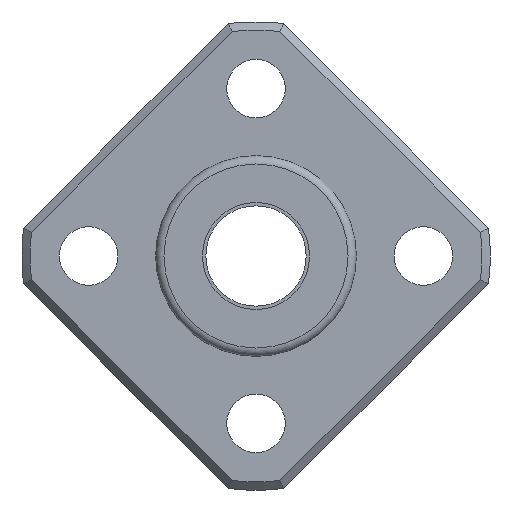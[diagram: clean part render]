
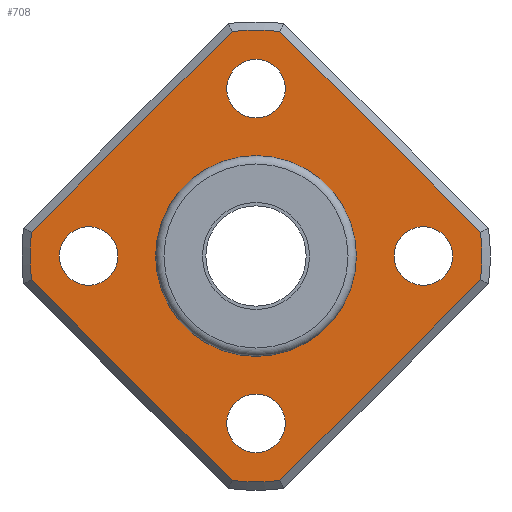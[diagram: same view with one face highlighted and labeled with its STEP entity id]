
A CAD part, left-side view. The second image highlights one B-rep face of the part: STEP entity #708.
In plain terms, the highlighted planar face has unit normal (-1, 0, 0).
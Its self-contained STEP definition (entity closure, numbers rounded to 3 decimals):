
#64=LINE('',#1185,#88);
#65=LINE('',#1190,#89);
#66=LINE('',#1194,#90);
#67=LINE('',#1198,#91);
#88=VECTOR('',#962,1000.);
#89=VECTOR('',#965,1000.);
#90=VECTOR('',#968,1000.);
#91=VECTOR('',#971,1000.);
#99=PLANE('',#798);
#175=ORIENTED_EDGE('',*,*,#338,.T.);
#176=ORIENTED_EDGE('',*,*,#339,.T.);
#177=ORIENTED_EDGE('',*,*,#340,.T.);
#178=ORIENTED_EDGE('',*,*,#341,.T.);
#179=ORIENTED_EDGE('',*,*,#342,.T.);
#180=ORIENTED_EDGE('',*,*,#343,.T.);
#181=ORIENTED_EDGE('',*,*,#344,.T.);
#182=ORIENTED_EDGE('',*,*,#345,.T.);
#183=ORIENTED_EDGE('',*,*,#346,.T.);
#184=ORIENTED_EDGE('',*,*,#347,.T.);
#185=ORIENTED_EDGE('',*,*,#348,.T.);
#186=ORIENTED_EDGE('',*,*,#349,.T.);
#187=ORIENTED_EDGE('',*,*,#295,.F.);
#295=EDGE_CURVE('',#383,#383,#447,.F.);
#338=EDGE_CURVE('',#418,#419,#64,.T.);
#339=EDGE_CURVE('',#419,#420,#470,.F.);
#340=EDGE_CURVE('',#420,#421,#65,.T.);
#341=EDGE_CURVE('',#421,#422,#471,.F.);
#342=EDGE_CURVE('',#422,#423,#66,.T.);
#343=EDGE_CURVE('',#423,#424,#472,.F.);
#344=EDGE_CURVE('',#424,#425,#67,.T.);
#345=EDGE_CURVE('',#425,#418,#473,.F.);
#346=EDGE_CURVE('',#426,#426,#474,.T.);
#347=EDGE_CURVE('',#427,#427,#475,.T.);
#348=EDGE_CURVE('',#428,#428,#476,.T.);
#349=EDGE_CURVE('',#429,#429,#477,.T.);
#383=VERTEX_POINT('',#1093);
#418=VERTEX_POINT('',#1186);
#419=VERTEX_POINT('',#1187);
#420=VERTEX_POINT('',#1189);
#421=VERTEX_POINT('',#1191);
#422=VERTEX_POINT('',#1193);
#423=VERTEX_POINT('',#1195);
#424=VERTEX_POINT('',#1197);
#425=VERTEX_POINT('',#1199);
#426=VERTEX_POINT('',#1202);
#427=VERTEX_POINT('',#1204);
#428=VERTEX_POINT('',#1206);
#429=VERTEX_POINT('',#1208);
#447=CIRCLE('',#761,6.);
#470=CIRCLE('',#799,13.5);
#471=CIRCLE('',#800,13.5);
#472=CIRCLE('',#801,13.5);
#473=CIRCLE('',#802,13.5);
#474=CIRCLE('',#803,1.75);
#475=CIRCLE('',#804,1.75);
#476=CIRCLE('',#805,1.75);
#477=CIRCLE('',#806,1.75);
#520=EDGE_LOOP('',(#175,#176,#177,#178,#179,#180,#181,#182));
#521=EDGE_LOOP('',(#183));
#522=EDGE_LOOP('',(#184));
#523=EDGE_LOOP('',(#185));
#524=EDGE_LOOP('',(#186));
#525=EDGE_LOOP('',(#187));
#610=FACE_BOUND('',#520,.T.);
#611=FACE_BOUND('',#521,.T.);
#612=FACE_BOUND('',#522,.T.);
#613=FACE_BOUND('',#523,.T.);
#614=FACE_BOUND('',#524,.T.);
#615=FACE_BOUND('',#525,.T.);
#708=ADVANCED_FACE('',(#610,#611,#612,#613,#614,#615),#99,.F.);
#761=AXIS2_PLACEMENT_3D('',#1092,#866,#867);
#798=AXIS2_PLACEMENT_3D('',#1184,#960,#961);
#799=AXIS2_PLACEMENT_3D('',#1188,#963,#964);
#800=AXIS2_PLACEMENT_3D('',#1192,#966,#967);
#801=AXIS2_PLACEMENT_3D('',#1196,#969,#970);
#802=AXIS2_PLACEMENT_3D('',#1200,#972,#973);
#803=AXIS2_PLACEMENT_3D('',#1201,#974,#975);
#804=AXIS2_PLACEMENT_3D('',#1203,#976,#977);
#805=AXIS2_PLACEMENT_3D('',#1205,#978,#979);
#806=AXIS2_PLACEMENT_3D('',#1207,#980,#981);
#866=DIRECTION('',(1.,0.,0.));
#867=DIRECTION('',(0.,0.,-1.));
#960=DIRECTION('',(1.,0.,0.));
#961=DIRECTION('',(0.,0.,-1.));
#962=DIRECTION('',(0.,0.707,-0.707));
#963=DIRECTION('',(1.,0.,0.));
#964=DIRECTION('',(0.,0.,-1.));
#965=DIRECTION('',(0.,-0.707,-0.707));
#966=DIRECTION('',(1.,0.,0.));
#967=DIRECTION('',(0.,0.,-1.));
#968=DIRECTION('',(0.,-0.707,0.707));
#969=DIRECTION('',(1.,0.,0.));
#970=DIRECTION('',(0.,0.,-1.));
#971=DIRECTION('',(0.,0.707,0.707));
#972=DIRECTION('',(1.,0.,0.));
#973=DIRECTION('',(0.,0.,-1.));
#974=DIRECTION('',(1.,0.,0.));
#975=DIRECTION('',(0.,0.,-1.));
#976=DIRECTION('',(1.,0.,0.));
#977=DIRECTION('',(0.,0.,-1.));
#978=DIRECTION('',(1.,0.,0.));
#979=DIRECTION('',(0.,0.,-1.));
#980=DIRECTION('',(1.,0.,0.));
#981=DIRECTION('',(0.,0.,-1.));
#1092=CARTESIAN_POINT('',(5.,0.,0.));
#1093=CARTESIAN_POINT('',(5.,0.,-6.));
#1184=CARTESIAN_POINT('',(5.,0.,0.));
#1185=CARTESIAN_POINT('',(5.,7.425,7.425));
#1186=CARTESIAN_POINT('',(5.,1.425,13.425));
#1187=CARTESIAN_POINT('',(5.,13.425,1.425));
#1188=CARTESIAN_POINT('',(5.,0.,0.));
#1189=CARTESIAN_POINT('',(5.,13.425,-1.425));
#1190=CARTESIAN_POINT('',(5.,7.425,-7.425));
#1191=CARTESIAN_POINT('',(5.,1.425,-13.425));
#1192=CARTESIAN_POINT('',(5.,0.,0.));
#1193=CARTESIAN_POINT('',(5.,-1.425,-13.425));
#1194=CARTESIAN_POINT('',(5.,-7.425,-7.425));
#1195=CARTESIAN_POINT('',(5.,-13.425,-1.425));
#1196=CARTESIAN_POINT('',(5.,0.,0.));
#1197=CARTESIAN_POINT('',(5.,-13.425,1.425));
#1198=CARTESIAN_POINT('',(5.,-7.425,7.425));
#1199=CARTESIAN_POINT('',(5.,-1.425,13.425));
#1200=CARTESIAN_POINT('',(5.,0.,0.));
#1201=CARTESIAN_POINT('',(5.,0.,10.));
#1202=CARTESIAN_POINT('',(5.,0.,8.25));
#1203=CARTESIAN_POINT('',(5.,-10.,0.));
#1204=CARTESIAN_POINT('',(5.,-10.,-1.75));
#1205=CARTESIAN_POINT('',(5.,0.,-10.));
#1206=CARTESIAN_POINT('',(5.,0.,-11.75));
#1207=CARTESIAN_POINT('',(5.,10.,0.));
#1208=CARTESIAN_POINT('',(5.,10.,-1.75));
